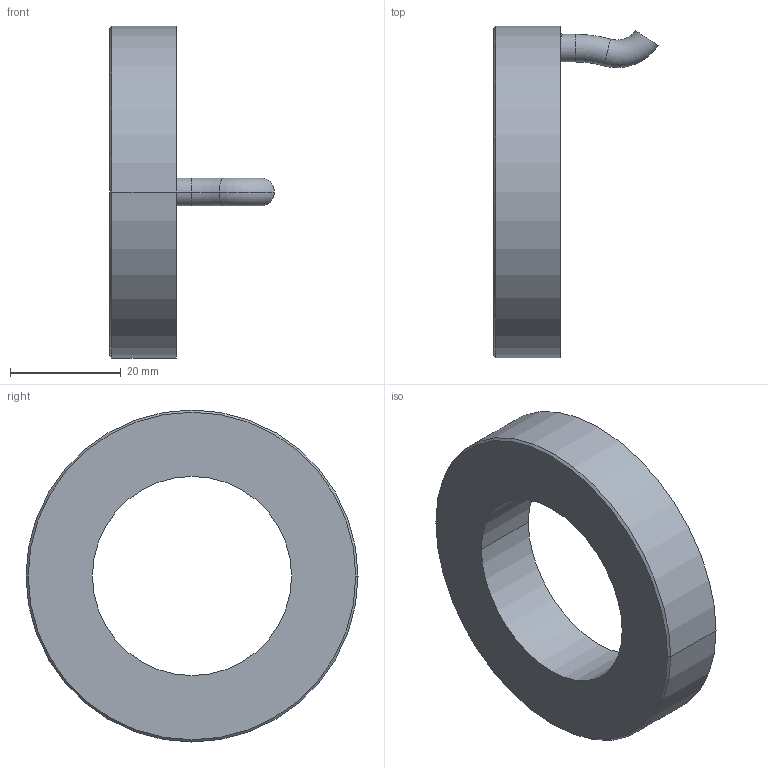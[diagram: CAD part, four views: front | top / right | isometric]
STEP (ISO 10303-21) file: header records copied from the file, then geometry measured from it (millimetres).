
FILE_DESCRIPTION (( 'STEP AP203' ), '1' );
FILE_NAME ('0E010973_INDUKTIVKOPPLER_REMOTE_GAMMA RADIAL_M 4X0-10V4XDIG.STEP', '2020-10-15T06:52:25', ( '' ), ( '' ), 'SwSTEP 2.0', 'SolidWorks 2019', '' );
FILE_SCHEMA (( 'CONFIG_CONTROL_DESIGN' ));
Length unit declared in the file: millimetre
Products named in the file (1): 0E010973_INDUKTIVKOPPLER_REMOTE_GAMMA RADIAL_M 4X0-10V4XDIG
Bounding box: 29.74 x 60 x 60 mm (x, y, z)
Volume: 20476.3 mm3; surface area: 17470.2 mm2
Topology: 2 solids, 2 shells, 40 faces, 94 edges, 60 vertices
Faces by surface type: cylinder 15, torus 12, plane 10, cone 2, bspline 1
Entity records: 1331 total; most frequent: CARTESIAN_POINT 286, DIRECTION 228, ORIENTED_EDGE 188, AXIS2_PLACEMENT_3D 102, EDGE_CURVE 94, CIRCLE 62, VERTEX_POINT 60, EDGE_LOOP 46
